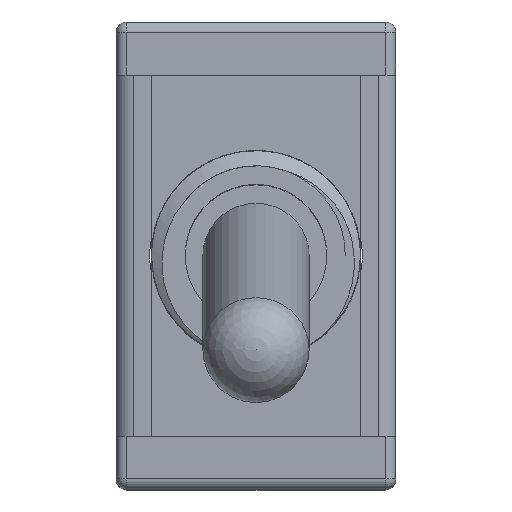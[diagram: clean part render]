
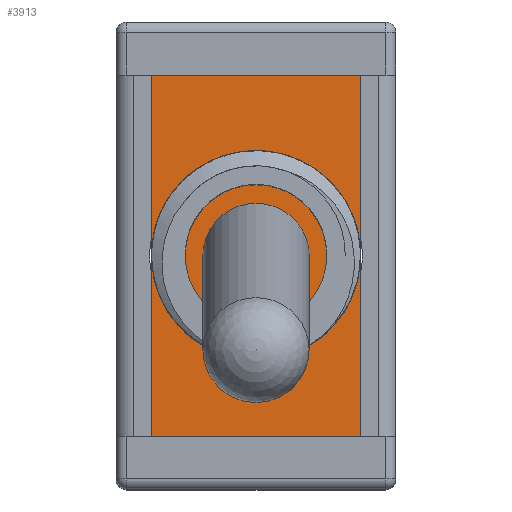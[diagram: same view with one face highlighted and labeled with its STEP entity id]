
A CAD part, top view. The second image highlights one B-rep face of the part: STEP entity #3913.
In plain terms, the highlighted planar face has unit normal (0, 0, 1).
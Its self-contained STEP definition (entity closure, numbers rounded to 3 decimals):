
#411=FACE_OUTER_BOUND('',#635,.T.);
#635=EDGE_LOOP('',(#2834,#2835,#2836,#2837));
#922=LINE('',#5586,#1305);
#925=LINE('',#5591,#1308);
#927=LINE('',#5595,#1310);
#929=LINE('',#5598,#1312);
#1305=VECTOR('',#4671,10.);
#1308=VECTOR('',#4676,10.);
#1310=VECTOR('',#4680,10.);
#1312=VECTOR('',#4684,10.);
#1658=VERTEX_POINT('',#5584);
#1659=VERTEX_POINT('',#5585);
#1660=VERTEX_POINT('',#5590);
#1661=VERTEX_POINT('',#5594);
#2093=EDGE_CURVE('',#1658,#1659,#922,.T.);
#2096=EDGE_CURVE('',#1658,#1660,#925,.T.);
#2098=EDGE_CURVE('',#1660,#1661,#927,.T.);
#2100=EDGE_CURVE('',#1661,#1659,#929,.T.);
#2834=ORIENTED_EDGE('',*,*,#2093,.T.);
#2835=ORIENTED_EDGE('',*,*,#2100,.F.);
#2836=ORIENTED_EDGE('',*,*,#2098,.F.);
#2837=ORIENTED_EDGE('',*,*,#2096,.F.);
#3757=PLANE('',#4213);
#3913=ADVANCED_FACE('',(#411),#3757,.T.);
#4213=AXIS2_PLACEMENT_3D('',#5599,#4685,#4686);
#4671=DIRECTION('',(0.,-1.,0.));
#4676=DIRECTION('',(1.,0.,0.));
#4680=DIRECTION('',(0.,-1.,0.));
#4684=DIRECTION('',(-1.,0.,0.));
#4685=DIRECTION('center_axis',(0.,0.,1.));
#4686=DIRECTION('ref_axis',(1.,0.,0.));
#5584=CARTESIAN_POINT('',(-2.95,5.1,10.3));
#5585=CARTESIAN_POINT('',(-2.95,-5.1,10.3));
#5586=CARTESIAN_POINT('',(-2.95,5.1,10.3));
#5590=CARTESIAN_POINT('',(2.95,5.1,10.3));
#5591=CARTESIAN_POINT('',(-3.95,5.1,10.3));
#5594=CARTESIAN_POINT('',(2.95,-5.1,10.3));
#5595=CARTESIAN_POINT('',(2.95,5.1,10.3));
#5598=CARTESIAN_POINT('',(3.95,-5.1,10.3));
#5599=CARTESIAN_POINT('Origin',(0.,0.,10.3));
